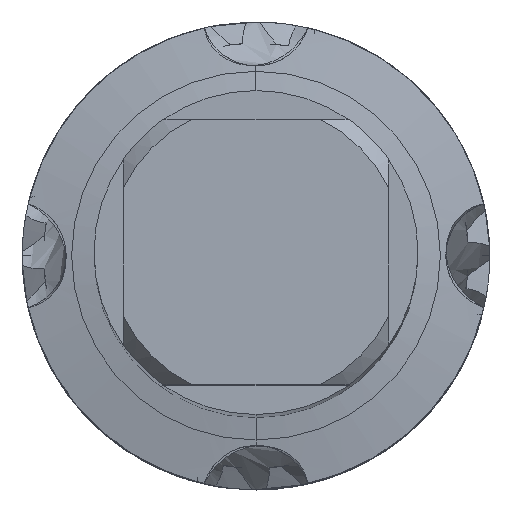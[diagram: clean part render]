
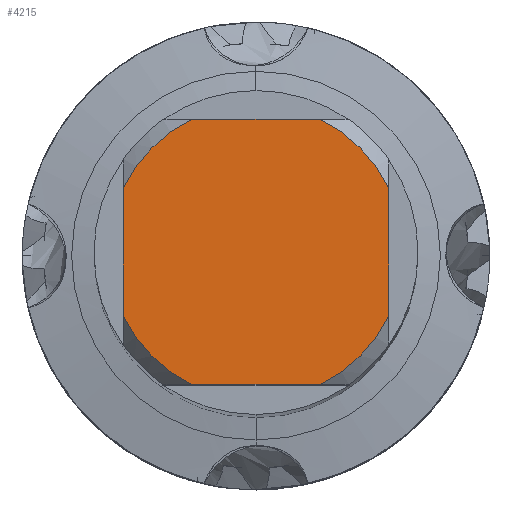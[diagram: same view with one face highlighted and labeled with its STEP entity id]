
A CAD part, top view. The second image highlights one B-rep face of the part: STEP entity #4215.
In plain terms, the highlighted planar face has unit normal (0, 0, 1).
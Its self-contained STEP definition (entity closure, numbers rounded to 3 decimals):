
#1519=VERTEX_POINT('',#4459);
#1553=VERTEX_POINT('',#4496);
#1929=VERTEX_POINT('',#4908);
#2091=EDGE_CURVE('',#3247,#1519,#5084,.T.);
#2337=VERTEX_POINT('',#5352);
#2347=EDGE_CURVE('',#1553,#3289,#5362,.T.);
#2867=EDGE_CURVE('',#1553,#2337,#5929,.T.);
#2883=EDGE_CURVE('',#3247,#2337,#5945,.T.);
#2915=VERTEX_POINT('',#5980);
#3153=EDGE_CURVE('',#3487,#1929,#6246,.T.);
#3247=VERTEX_POINT('',#6349);
#3289=VERTEX_POINT('',#6393);
#3487=VERTEX_POINT('',#6612);
#3503=EDGE_CURVE('',#2915,#1929,#6630,.T.);
#3907=EDGE_CURVE('',#2915,#3289,#7066,.T.);
#4211=EDGE_CURVE('',#3487,#1519,#7395,.T.);
#4215=ADVANCED_FACE('',(#7399),#7400,.T.);
#4459=CARTESIAN_POINT('',(-9.0,-4.359,0.0));
#4496=CARTESIAN_POINT('',(4.359,9.0,0.0));
#4908=CARTESIAN_POINT('',(4.359,-9.0,0.0));
#5084=LINE('',#9718,#9719);
#5352=CARTESIAN_POINT('',(-4.359,9.0,0.0));
#5362=CIRCLE('',#10712,10.0);
#5929=LINE('',#12247,#12248);
#5945=CIRCLE('',#12271,10.0);
#5980=CARTESIAN_POINT('',(9.0,-4.359,0.0));
#6246=LINE('',#13338,#13339);
#6349=CARTESIAN_POINT('',(-9.0,4.359,0.0));
#6393=CARTESIAN_POINT('',(9.0,4.359,0.0));
#6612=CARTESIAN_POINT('',(-4.359,-9.0,0.0));
#6630=CIRCLE('',#14578,10.0);
#7066=LINE('',#15815,#15816);
#7395=CIRCLE('',#17317,10.0);
#7399=FACE_OUTER_BOUND('',#17321,.T.);
#7400=PLANE('',#17322);
#9718=CARTESIAN_POINT('',(-9.0,2.5,0.0));
#9719=VECTOR('',#19040,1.0);
#10712=AXIS2_PLACEMENT_3D('',#19291,#19292,#19293);
#12247=CARTESIAN_POINT('',(0.0,9.0,0.0));
#12248=VECTOR('',#19863,1.0);
#12271=AXIS2_PLACEMENT_3D('',#19870,#19871,#19872);
#13338=CARTESIAN_POINT('',(0.0,-9.0,0.0));
#13339=VECTOR('',#20279,1.0);
#14578=AXIS2_PLACEMENT_3D('',#20790,#20791,#20792);
#15815=CARTESIAN_POINT('',(9.0,2.5,0.0));
#15816=VECTOR('',#21191,1.0);
#17317=AXIS2_PLACEMENT_3D('',#21559,#21560,#21561);
#17321=EDGE_LOOP('',(#21563,#21564,#21565,#21566,#21567,#21568,#21569,#21570));
#17322=AXIS2_PLACEMENT_3D('',#21571,#21572,#21573);
#19040=DIRECTION('',(-0.0,-1.0,0.0));
#19291=CARTESIAN_POINT('',(0.0,0.0,0.0));
#19292=DIRECTION('',(0.0,0.0,-1.0));
#19293=DIRECTION('',(0.0,1.0,0.0));
#19863=DIRECTION('',(-1.0,0.0,0.0));
#19870=CARTESIAN_POINT('',(0.0,0.0,0.0));
#19871=DIRECTION('',(0.0,0.0,-1.0));
#19872=DIRECTION('',(0.0,1.0,0.0));
#20279=DIRECTION('',(1.0,0.0,0.0));
#20790=CARTESIAN_POINT('',(0.0,0.0,0.0));
#20791=DIRECTION('',(0.0,0.0,-1.0));
#20792=DIRECTION('',(0.0,1.0,0.0));
#21191=DIRECTION('',(-0.0,1.0,0.0));
#21559=CARTESIAN_POINT('',(0.0,0.0,0.0));
#21560=DIRECTION('',(0.0,0.0,-1.0));
#21561=DIRECTION('',(0.0,1.0,0.0));
#21563=ORIENTED_EDGE('',*,*,#2091,.T.);
#21564=ORIENTED_EDGE('',*,*,#4211,.F.);
#21565=ORIENTED_EDGE('',*,*,#3153,.T.);
#21566=ORIENTED_EDGE('',*,*,#3503,.F.);
#21567=ORIENTED_EDGE('',*,*,#3907,.T.);
#21568=ORIENTED_EDGE('',*,*,#2347,.F.);
#21569=ORIENTED_EDGE('',*,*,#2867,.T.);
#21570=ORIENTED_EDGE('',*,*,#2883,.F.);
#21571=CARTESIAN_POINT('',(0.0,5.0,0.0));
#21572=DIRECTION('',(-0.0,0.0,1.0));
#21573=DIRECTION('',(0.0,-1.0,0.0));
